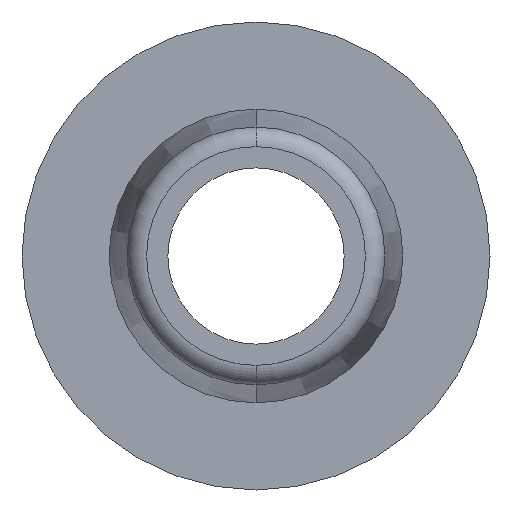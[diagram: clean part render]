
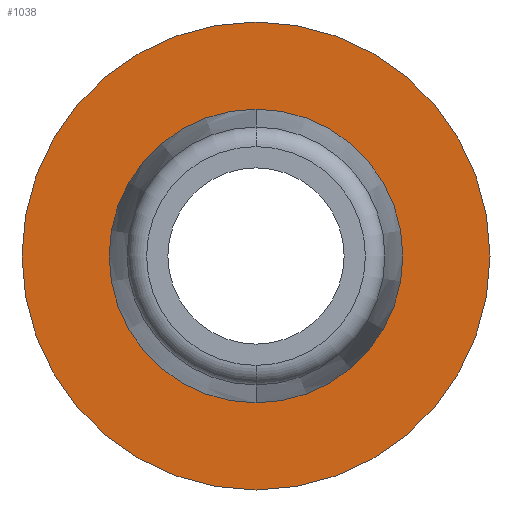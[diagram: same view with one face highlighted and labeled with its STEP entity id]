
A CAD part, front view. The second image highlights one B-rep face of the part: STEP entity #1038.
In plain terms, the highlighted planar face has unit normal (0, -1, 0).
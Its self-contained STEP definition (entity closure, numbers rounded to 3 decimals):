
#57 = CIRCLE ( 'NONE', #65, 5.975 ) ;
#65 = AXIS2_PLACEMENT_3D ( 'NONE', #947, #884, #514 ) ;
#77 = VERTEX_POINT ( 'NONE', #370 ) ;
#136 = CARTESIAN_POINT ( 'NONE',  ( 0., 25., 0. ) ) ;
#138 = DIRECTION ( 'NONE',  ( 0., 0., -1. ) ) ;
#140 = DIRECTION ( 'NONE',  ( 0., -1., 0. ) ) ;
#161 = FACE_BOUND ( 'NONE', #671, .T. ) ;
#163 = FACE_OUTER_BOUND ( 'NONE', #700, .T. ) ;
#195 = AXIS2_PLACEMENT_3D ( 'NONE', #317, #319, #318 ) ;
#252 = PLANE ( 'NONE',  #195 ) ;
#317 = CARTESIAN_POINT ( 'NONE',  ( 5.975, 25., 0. ) ) ;
#318 = DIRECTION ( 'NONE',  ( 0., 0., -1. ) ) ;
#319 = DIRECTION ( 'NONE',  ( 0., -1., 0. ) ) ;
#370 = CARTESIAN_POINT ( 'NONE',  ( 0., 25., 3.75 ) ) ;
#402 = EDGE_CURVE ( 'NONE', #460, #77, #1204, .T. ) ;
#433 = EDGE_CURVE ( 'NONE', #77, #460, #729, .T. ) ;
#441 = EDGE_CURVE ( 'NONE', #464, #487, #758, .T. ) ;
#460 = VERTEX_POINT ( 'NONE', #985 ) ;
#464 = VERTEX_POINT ( 'NONE', #875 ) ;
#487 = VERTEX_POINT ( 'NONE', #870 ) ;
#514 = DIRECTION ( 'NONE',  ( 0., 0., -1. ) ) ;
#540 = ORIENTED_EDGE ( 'NONE', *, *, #433, .F. ) ;
#646 = ORIENTED_EDGE ( 'NONE', *, *, #441, .T. ) ;
#671 = EDGE_LOOP ( 'NONE', ( #1217, #540 ) ) ;
#700 = EDGE_LOOP ( 'NONE', ( #646, #1216 ) ) ;
#729 = CIRCLE ( 'NONE', #746, 3.75 ) ;
#746 = AXIS2_PLACEMENT_3D ( 'NONE', #813, #827, #803 ) ;
#758 = CIRCLE ( 'NONE', #761, 5.975 ) ;
#761 = AXIS2_PLACEMENT_3D ( 'NONE', #844, #847, #846 ) ;
#784 = EDGE_CURVE ( 'NONE', #487, #464, #57, .T. ) ;
#803 = DIRECTION ( 'NONE',  ( 0., 0., -1. ) ) ;
#813 = CARTESIAN_POINT ( 'NONE',  ( 0., 25., 0. ) ) ;
#827 = DIRECTION ( 'NONE',  ( 0., -1., 0. ) ) ;
#844 = CARTESIAN_POINT ( 'NONE',  ( 0., 25., 0. ) ) ;
#846 = DIRECTION ( 'NONE',  ( 0., 0., -1. ) ) ;
#847 = DIRECTION ( 'NONE',  ( 0., -1., 0. ) ) ;
#870 = CARTESIAN_POINT ( 'NONE',  ( 0., 25., 5.975 ) ) ;
#875 = CARTESIAN_POINT ( 'NONE',  ( 0., 25., -5.975 ) ) ;
#884 = DIRECTION ( 'NONE',  ( 0., -1., 0. ) ) ;
#947 = CARTESIAN_POINT ( 'NONE',  ( 0., 25., 0. ) ) ;
#985 = CARTESIAN_POINT ( 'NONE',  ( 0., 25., -3.75 ) ) ;
#1038 = ADVANCED_FACE ( 'NONE', ( #163, #161 ), #252, .T. ) ;
#1189 = AXIS2_PLACEMENT_3D ( 'NONE', #136, #140, #138 ) ;
#1204 = CIRCLE ( 'NONE', #1189, 3.75 ) ;
#1216 = ORIENTED_EDGE ( 'NONE', *, *, #784, .T. ) ;
#1217 = ORIENTED_EDGE ( 'NONE', *, *, #402, .F. ) ;
